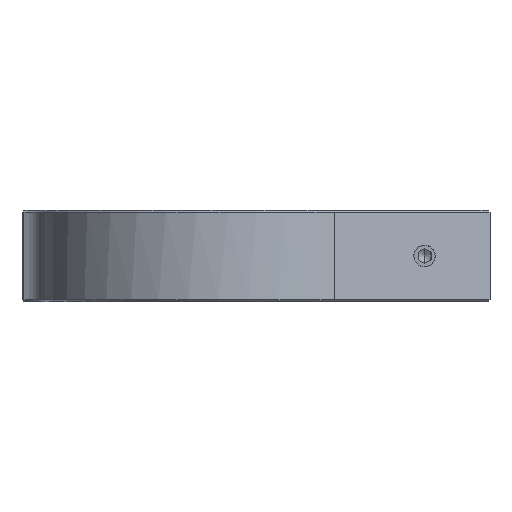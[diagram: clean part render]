
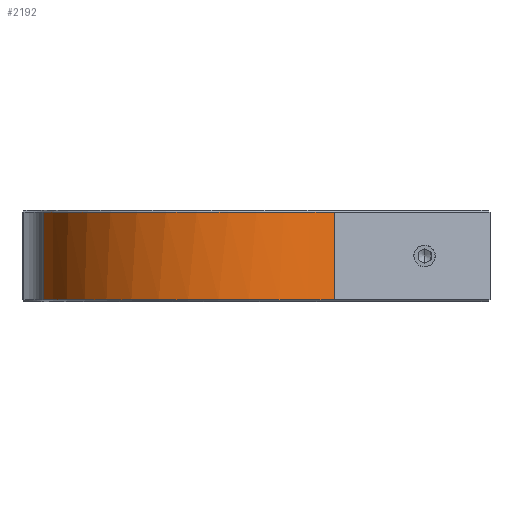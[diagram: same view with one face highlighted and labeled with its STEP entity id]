
A CAD part, left-side view. The second image highlights one B-rep face of the part: STEP entity #2192.
In plain terms, the highlighted cylindrical face has radius 29 mm (diameter 58 mm), a partial arc.
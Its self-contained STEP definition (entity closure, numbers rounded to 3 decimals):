
#141 = DIRECTION ( 'NONE',  ( -1., 0., 0. ) ) ;
#395 = VECTOR ( 'NONE', #4033, 1000. ) ;
#912 = CARTESIAN_POINT ( 'NONE',  ( -24.042, -16.217, -13.7 ) ) ;
#940 = CARTESIAN_POINT ( 'NONE',  ( -6.597, 28.24, -14. ) ) ;
#1679 = LINE ( 'NONE', #5822, #4193 ) ;
#1763 = AXIS2_PLACEMENT_3D ( 'NONE', #9663, #11928, #141 ) ;
#2032 = CARTESIAN_POINT ( 'NONE',  ( 0., 0., -0.3 ) ) ;
#2046 = DIRECTION ( 'NONE',  ( 0., 0., 1. ) ) ;
#2122 = CARTESIAN_POINT ( 'NONE',  ( -29., 0., -0.3 ) ) ;
#2192 = ADVANCED_FACE ( 'NONE', ( #12051 ), #2677, .T. ) ;
#2495 = EDGE_LOOP ( 'NONE', ( #7003, #6358, #11242, #12735, #3304 ) ) ;
#2677 = CYLINDRICAL_SURFACE ( 'NONE', #3335, 29. ) ;
#3304 = ORIENTED_EDGE ( 'NONE', *, *, #13216, .T. ) ;
#3335 = AXIS2_PLACEMENT_3D ( 'NONE', #10479, #2046, #10577 ) ;
#3677 = AXIS2_PLACEMENT_3D ( 'NONE', #2032, #6193, #12534 ) ;
#4033 = DIRECTION ( 'NONE',  ( 0., 0., -1. ) ) ;
#4193 = VECTOR ( 'NONE', #13273, 1000. ) ;
#4395 = AXIS2_PLACEMENT_3D ( 'NONE', #7356, #10425, #5062 ) ;
#4712 = CARTESIAN_POINT ( 'NONE',  ( -6.597, 28.24, -0.3 ) ) ;
#5062 = DIRECTION ( 'NONE',  ( -1., 0., 0. ) ) ;
#5807 = VERTEX_POINT ( 'NONE', #7405 ) ;
#5822 = CARTESIAN_POINT ( 'NONE',  ( -24.042, -16.217, -14. ) ) ;
#5911 = CIRCLE ( 'NONE', #1763, 29. ) ;
#6009 = CARTESIAN_POINT ( 'NONE',  ( -24.042, -16.217, -0.3 ) ) ;
#6193 = DIRECTION ( 'NONE',  ( 0., 0., -1. ) ) ;
#6358 = ORIENTED_EDGE ( 'NONE', *, *, #13198, .T. ) ;
#7003 = ORIENTED_EDGE ( 'NONE', *, *, #9827, .T. ) ;
#7356 = CARTESIAN_POINT ( 'NONE',  ( 0., 0., -13.7 ) ) ;
#7405 = CARTESIAN_POINT ( 'NONE',  ( -6.597, 28.24, -13.7 ) ) ;
#7839 = VERTEX_POINT ( 'NONE', #912 ) ;
#8641 = VERTEX_POINT ( 'NONE', #6009 ) ;
#9625 = LINE ( 'NONE', #940, #395 ) ;
#9663 = CARTESIAN_POINT ( 'NONE',  ( 0., 0., -0.3 ) ) ;
#9827 = EDGE_CURVE ( 'NONE', #7839, #8641, #1679, .T. ) ;
#10196 = VERTEX_POINT ( 'NONE', #4712 ) ;
#10425 = DIRECTION ( 'NONE',  ( 0., 0., 1. ) ) ;
#10479 = CARTESIAN_POINT ( 'NONE',  ( 0., 0., -14. ) ) ;
#10480 = VERTEX_POINT ( 'NONE', #2122 ) ;
#10577 = DIRECTION ( 'NONE',  ( 1., 0., 0. ) ) ;
#10631 = CIRCLE ( 'NONE', #3677, 29. ) ;
#10994 = EDGE_CURVE ( 'NONE', #10480, #10196, #5911, .T. ) ;
#11242 = ORIENTED_EDGE ( 'NONE', *, *, #10994, .T. ) ;
#11928 = DIRECTION ( 'NONE',  ( 0., 0., -1. ) ) ;
#12051 = FACE_OUTER_BOUND ( 'NONE', #2495, .T. ) ;
#12534 = DIRECTION ( 'NONE',  ( -1., 0., 0. ) ) ;
#12600 = CIRCLE ( 'NONE', #4395, 29. ) ;
#12735 = ORIENTED_EDGE ( 'NONE', *, *, #13226, .T. ) ;
#13198 = EDGE_CURVE ( 'NONE', #8641, #10480, #10631, .T. ) ;
#13216 = EDGE_CURVE ( 'NONE', #5807, #7839, #12600, .T. ) ;
#13226 = EDGE_CURVE ( 'NONE', #10196, #5807, #9625, .T. ) ;
#13273 = DIRECTION ( 'NONE',  ( 0., 0., 1. ) ) ;
